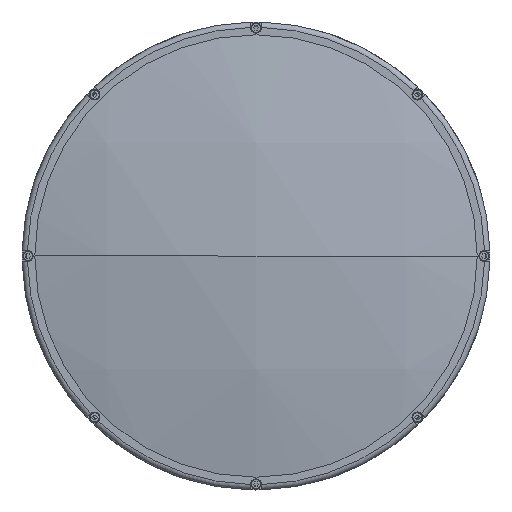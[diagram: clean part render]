
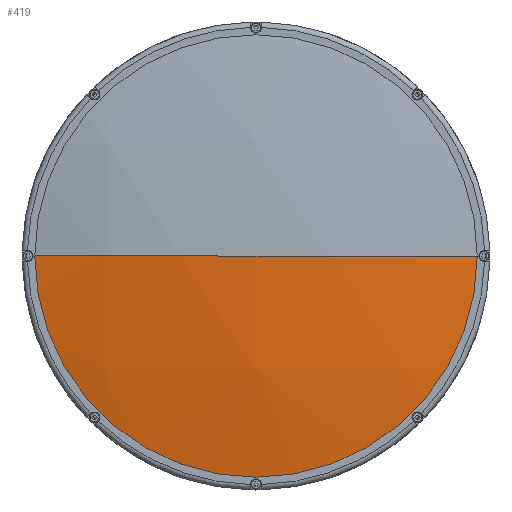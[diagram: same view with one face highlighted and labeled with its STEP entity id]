
A CAD part, left-side view. The second image highlights one B-rep face of the part: STEP entity #419.
In plain terms, the highlighted spherical face has radius 606 mm.
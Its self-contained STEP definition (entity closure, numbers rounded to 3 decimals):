
#140 = EDGE_CURVE ( 'NONE', #4408, #1974, #4153, .T. ) ;
#419 = ADVANCED_FACE ( 'NONE', ( #572 ), #3799, .T. ) ;
#439 = CARTESIAN_POINT ( 'NONE',  ( -560.373, 0., 0. ) ) ;
#572 = FACE_OUTER_BOUND ( 'NONE', #5277, .T. ) ;
#802 = VERTEX_POINT ( 'NONE', #439 ) ;
#879 = DIRECTION ( 'NONE',  ( 0., 0., 1. ) ) ;
#1397 = DIRECTION ( 'NONE',  ( 0., 0., 1. ) ) ;
#1945 = EDGE_CURVE ( 'NONE', #4408, #802, #5156, .T. ) ;
#1974 = VERTEX_POINT ( 'NONE', #4945 ) ;
#2063 = DIRECTION ( 'NONE',  ( 0., 1., 0. ) ) ;
#2965 = DIRECTION ( 'NONE',  ( 0., -1., 0. ) ) ;
#3121 = CARTESIAN_POINT ( 'NONE',  ( 45.627, 0., 0. ) ) ;
#3456 = DIRECTION ( 'NONE',  ( -1., 0., 0. ) ) ;
#3457 = ORIENTED_EDGE ( 'NONE', *, *, #1945, .F. ) ;
#3458 = AXIS2_PLACEMENT_3D ( 'NONE', #5196, #7875, #6482 ) ;
#3591 = ORIENTED_EDGE ( 'NONE', *, *, #140, .T. ) ;
#3738 = CIRCLE ( 'NONE', #6404, 606. ) ;
#3764 = CARTESIAN_POINT ( 'NONE',  ( -547.362, 124.9, 0. ) ) ;
#3799 = SPHERICAL_SURFACE ( 'NONE', #3458, 606. ) ;
#4153 = CIRCLE ( 'NONE', #4426, 124.9 ) ;
#4408 = VERTEX_POINT ( 'NONE', #3764 ) ;
#4426 = AXIS2_PLACEMENT_3D ( 'NONE', #4725, #3456, #1397 ) ;
#4725 = CARTESIAN_POINT ( 'NONE',  ( -547.362, 0., 0. ) ) ;
#4945 = CARTESIAN_POINT ( 'NONE',  ( -547.362, -124.9, 0. ) ) ;
#5074 = ORIENTED_EDGE ( 'NONE', *, *, #5681, .T. ) ;
#5156 = CIRCLE ( 'NONE', #6295, 606. ) ;
#5196 = CARTESIAN_POINT ( 'NONE',  ( 45.627, 0., 0. ) ) ;
#5277 = EDGE_LOOP ( 'NONE', ( #3591, #5074, #3457 ) ) ;
#5308 = CARTESIAN_POINT ( 'NONE',  ( 45.627, 0., 0. ) ) ;
#5395 = DIRECTION ( 'NONE',  ( 0., 0., -1. ) ) ;
#5681 = EDGE_CURVE ( 'NONE', #1974, #802, #3738, .T. ) ;
#6295 = AXIS2_PLACEMENT_3D ( 'NONE', #3121, #879, #2965 ) ;
#6404 = AXIS2_PLACEMENT_3D ( 'NONE', #5308, #5395, #2063 ) ;
#6482 = DIRECTION ( 'NONE',  ( 0., 1., 0. ) ) ;
#7875 = DIRECTION ( 'NONE',  ( 0., 0., -1. ) ) ;
